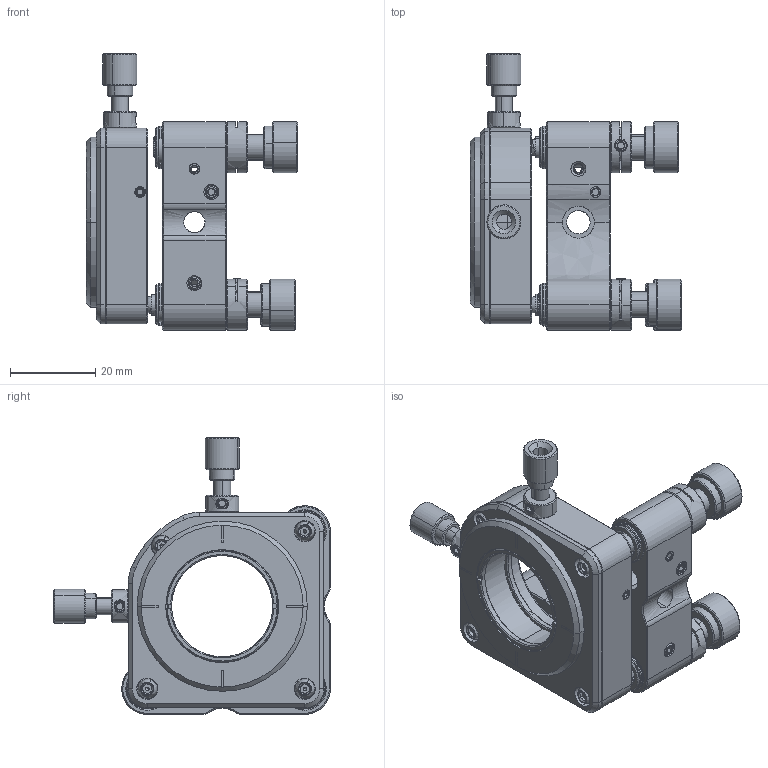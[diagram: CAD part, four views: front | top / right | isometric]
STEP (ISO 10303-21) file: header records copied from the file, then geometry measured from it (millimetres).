
FILE_DESCRIPTION (( 'STEP AP203' ), '1' );
FILE_NAME ('1.1.10.STEP', '2021-02-26T05:15:29', ( '' ), ( '' ), 'SwSTEP 2.0', 'SolidWorks 2020', '' );
FILE_SCHEMA (( 'CONFIG_CONTROL_DESIGN' ));
Products named in the file (1): 1.1.10
Bounding box: 49.78 x 64.99 x 64.99 mm (x, y, z)
Surface area: 22697.9 mm2 (no closed solid volume)
Topology: 0 solids, 111 shells, 766 faces, 2151 edges, 1474 vertices
Faces by surface type: bspline 506, plane 260
Entity records: 41497 total; most frequent: CARTESIAN_POINT 25254, ORIENTED_EDGE 3588, DIRECTION 2313, EDGE_CURVE 2126, VERTEX_POINT 1474, VECTOR 933, LINE 933, EDGE_LOOP 896
